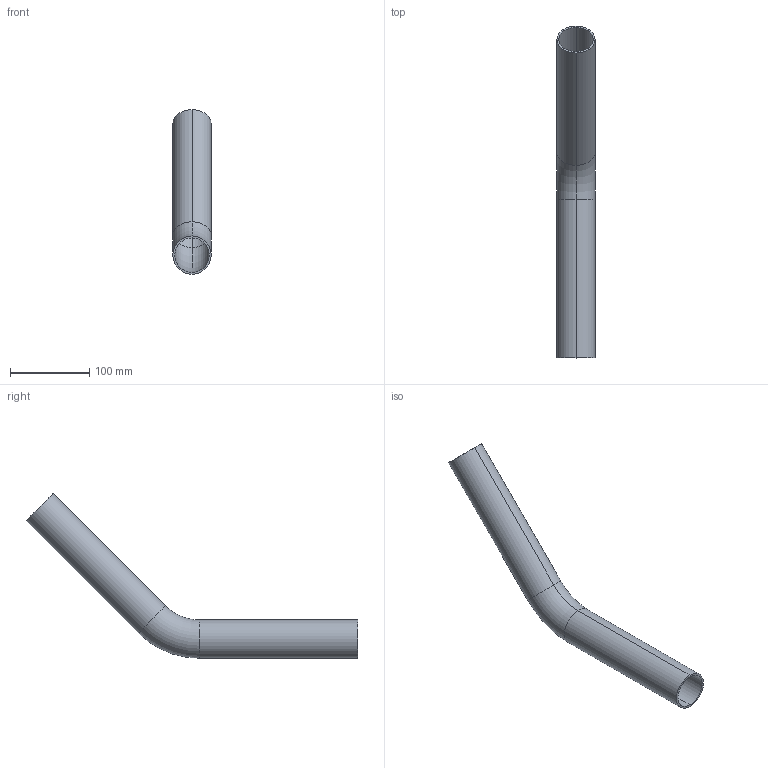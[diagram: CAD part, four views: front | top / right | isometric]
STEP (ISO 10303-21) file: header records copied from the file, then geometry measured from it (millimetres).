
FILE_DESCRIPTION (( 'STEP AP203' ), '1' );
FILE_NAME ('55150-045.STEP', '2016-12-06T10:34:05', ( '' ), ( '' ), 'SwSTEP 2.0', 'SolidWorks 2015', '' );
FILE_SCHEMA (( 'CONFIG_CONTROL_DESIGN' ));
Length unit declared in the file: millimetre
Products named in the file (1): 55150-045
Bounding box: 48.3 x 418.6 x 207.54 mm (x, y, z)
Volume: 167898.3 mm3; surface area: 135048.1 mm2
Topology: 1 solids, 1 shells, 236 faces, 625 edges, 414 vertices
Faces by surface type: plane 103, bspline 98, cylinder 31, torus 4
Entity records: 11483 total; most frequent: CARTESIAN_POINT 6185, ORIENTED_EDGE 1250, DIRECTION 789, EDGE_CURVE 625, VERTEX_POINT 414, LINE 299, VECTOR 299, EDGE_LOOP 261
